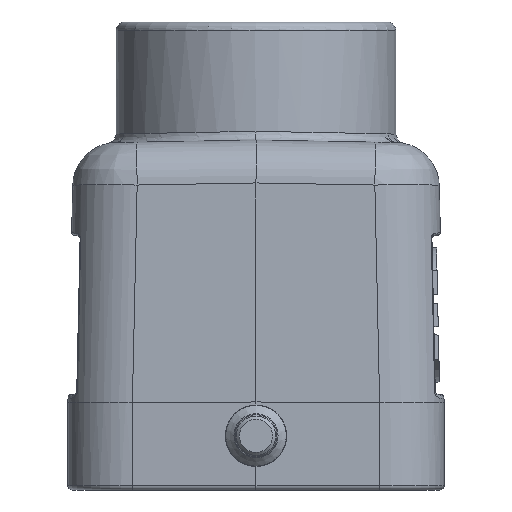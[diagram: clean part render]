
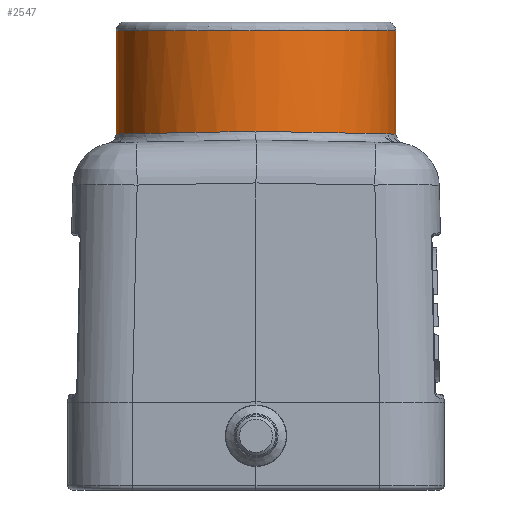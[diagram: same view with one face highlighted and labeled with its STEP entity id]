
A CAD part, left-side view. The second image highlights one B-rep face of the part: STEP entity #2547.
In plain terms, the highlighted cylindrical face has radius 16 mm (diameter 32 mm), a full revolution.
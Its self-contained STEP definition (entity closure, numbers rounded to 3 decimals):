
#2364=CYLINDRICAL_SURFACE('',#10721,16.);
#2547=ADVANCED_FACE('',(#3027,#3028),#2364,.T.);
#2924=CIRCLE('',#10716,16.);
#3027=FACE_BOUND('',#3255,.T.);
#3028=FACE_BOUND('',#3256,.T.);
#3255=EDGE_LOOP('',(#4357));
#3256=EDGE_LOOP('',(#4358,#4359,#4360,#4361,#4362,#4363));
#3552=ELLIPSE('',#10717,16.003,16.);
#3553=ELLIPSE('',#10718,16.003,16.);
#3554=ELLIPSE('',#10719,16.003,16.);
#3555=ELLIPSE('',#10720,16.003,16.);
#4357=ORIENTED_EDGE('',*,*,#5990,.T.);
#4358=ORIENTED_EDGE('',*,*,#5991,.T.);
#4359=ORIENTED_EDGE('',*,*,#5992,.T.);
#4360=ORIENTED_EDGE('',*,*,#5993,.T.);
#4361=ORIENTED_EDGE('',*,*,#5994,.T.);
#4362=ORIENTED_EDGE('',*,*,#5995,.T.);
#4363=ORIENTED_EDGE('',*,*,#5996,.T.);
#5387=VERTEX_POINT('',#16230);
#5388=VERTEX_POINT('',#16232);
#5389=VERTEX_POINT('',#16233);
#5390=VERTEX_POINT('',#16235);
#5391=VERTEX_POINT('',#16242);
#5392=VERTEX_POINT('',#16244);
#5393=VERTEX_POINT('',#16246);
#5990=EDGE_CURVE('',#5387,#5387,#2924,.T.);
#5991=EDGE_CURVE('',#5388,#5389,#3552,.T.);
#5992=EDGE_CURVE('',#5389,#5390,#3553,.T.);
#5993=EDGE_CURVE('',#5390,#5391,#6667,.T.);
#5994=EDGE_CURVE('',#5391,#5392,#3554,.T.);
#5995=EDGE_CURVE('',#5392,#5393,#3555,.T.);
#5996=EDGE_CURVE('',#5393,#5388,#6668,.T.);
#6667=B_SPLINE_CURVE_WITH_KNOTS('',3,(#16236,#16237,#16238,#16239,#16240,
#16241),.UNSPECIFIED.,.F.,.F.,(4,2,4),(0.,0.5,1.),.UNSPECIFIED.);
#6668=B_SPLINE_CURVE_WITH_KNOTS('',3,(#16247,#16248,#16249,#16250,#16251,
#16252),.UNSPECIFIED.,.F.,.F.,(4,2,4),(0.,0.5,1.),.UNSPECIFIED.);
#10716=AXIS2_PLACEMENT_3D('',#16229,#11910,#11911);
#10717=AXIS2_PLACEMENT_3D('',#16231,#11912,#11913);
#10718=AXIS2_PLACEMENT_3D('',#16234,#11914,#11915);
#10719=AXIS2_PLACEMENT_3D('',#16243,#11916,#11917);
#10720=AXIS2_PLACEMENT_3D('',#16245,#11918,#11919);
#10721=AXIS2_PLACEMENT_3D('',#16253,#11920,#11921);
#11910=DIRECTION('',(0.,0.,-1.));
#11911=DIRECTION('',(0.,1.,0.));
#11912=DIRECTION('',(0.,0.019,1.));
#11913=DIRECTION('',(0.,-1.,0.019));
#11914=DIRECTION('',(0.,-0.019,1.));
#11915=DIRECTION('',(0.,1.,0.019));
#11916=DIRECTION('',(0.,-0.019,1.));
#11917=DIRECTION('',(0.,1.,0.019));
#11918=DIRECTION('',(0.,0.019,1.));
#11919=DIRECTION('',(0.,-1.,0.019));
#11920=DIRECTION('',(0.,0.,1.));
#11921=DIRECTION('',(0.,-1.,0.));
#16229=CARTESIAN_POINT('',(0.,0.,43.35));
#16230=CARTESIAN_POINT('',(0.,16.,43.35));
#16231=CARTESIAN_POINT('',(0.,0.,31.85));
#16232=CARTESIAN_POINT('',(-5.243,15.117,31.57));
#16233=CARTESIAN_POINT('',(-16.,0.,31.85));
#16234=CARTESIAN_POINT('',(0.,0.,31.85));
#16235=CARTESIAN_POINT('',(-5.243,-15.117,31.57));
#16236=CARTESIAN_POINT('',(-5.243,-15.117,31.57));
#16237=CARTESIAN_POINT('',(-3.545,-15.706,31.559));
#16238=CARTESIAN_POINT('',(-1.798,-16.,31.479));
#16239=CARTESIAN_POINT('',(1.797,-16.,31.479));
#16240=CARTESIAN_POINT('',(3.545,-15.706,31.559));
#16241=CARTESIAN_POINT('',(5.243,-15.117,31.57));
#16242=CARTESIAN_POINT('',(5.243,-15.117,31.57));
#16243=CARTESIAN_POINT('',(0.,0.,31.85));
#16244=CARTESIAN_POINT('',(16.,0.,31.85));
#16245=CARTESIAN_POINT('',(0.,0.,31.85));
#16246=CARTESIAN_POINT('',(5.243,15.117,31.57));
#16247=CARTESIAN_POINT('',(5.243,15.117,31.57));
#16248=CARTESIAN_POINT('',(3.545,15.706,31.559));
#16249=CARTESIAN_POINT('',(1.798,16.,31.479));
#16250=CARTESIAN_POINT('',(-1.797,16.,31.479));
#16251=CARTESIAN_POINT('',(-3.545,15.706,31.559));
#16252=CARTESIAN_POINT('',(-5.243,15.117,31.57));
#16253=CARTESIAN_POINT('',(0.,0.,29.35));
